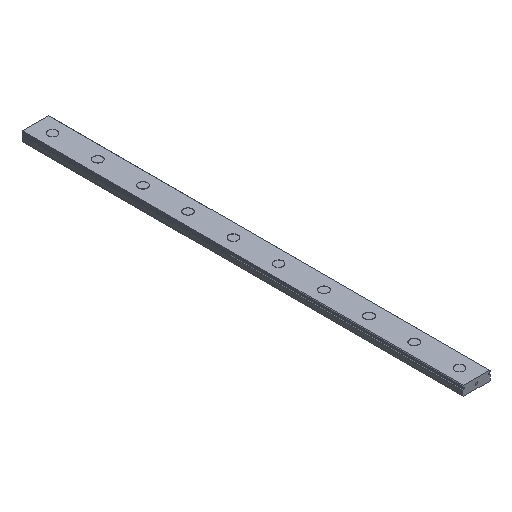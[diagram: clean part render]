
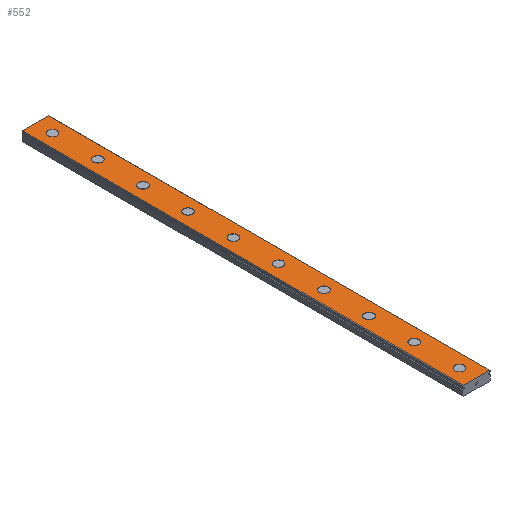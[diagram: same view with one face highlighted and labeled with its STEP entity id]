
A CAD part, isometric view. The second image highlights one B-rep face of the part: STEP entity #552.
In plain terms, the highlighted planar face has unit normal (0, 0, 1).
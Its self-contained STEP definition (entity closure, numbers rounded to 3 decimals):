
#552=ADVANCED_FACE('',(#1135,#1136,#1137,#1138,#1139,#1140,#1141,#1142,#1143,#1144,#1145),#1146,.T.);
#1135=FACE_BOUND('',#1732,.T.);
#1136=FACE_BOUND('',#1733,.T.);
#1137=FACE_BOUND('',#1734,.T.);
#1138=FACE_BOUND('',#1735,.T.);
#1139=FACE_BOUND('',#1736,.T.);
#1140=FACE_BOUND('',#1737,.T.);
#1141=FACE_BOUND('',#1738,.T.);
#1142=FACE_BOUND('',#1739,.T.);
#1143=FACE_BOUND('',#1740,.T.);
#1144=FACE_BOUND('',#1741,.T.);
#1145=FACE_OUTER_BOUND('',#1742,.T.);
#1146=PLANE('',#1743);
#1732=EDGE_LOOP('',(#3288,#3289));
#1733=EDGE_LOOP('',(#3290,#3291));
#1734=EDGE_LOOP('',(#3292,#3293));
#1735=EDGE_LOOP('',(#3294,#3295));
#1736=EDGE_LOOP('',(#3296,#3297));
#1737=EDGE_LOOP('',(#3298,#3299));
#1738=EDGE_LOOP('',(#3300,#3301));
#1739=EDGE_LOOP('',(#3302,#3303));
#1740=EDGE_LOOP('',(#3304,#3305));
#1741=EDGE_LOOP('',(#3306,#3307));
#1742=EDGE_LOOP('',(#3308,#3309,#3310,#3311));
#1743=AXIS2_PLACEMENT_3D('',#3312,#3313,#3314);
#3288=ORIENTED_EDGE('',*,*,#3527,.T.);
#3289=ORIENTED_EDGE('',*,*,#3939,.T.);
#3290=ORIENTED_EDGE('',*,*,#3517,.T.);
#3291=ORIENTED_EDGE('',*,*,#3945,.T.);
#3292=ORIENTED_EDGE('',*,*,#3507,.T.);
#3293=ORIENTED_EDGE('',*,*,#3951,.T.);
#3294=ORIENTED_EDGE('',*,*,#3497,.T.);
#3295=ORIENTED_EDGE('',*,*,#3957,.T.);
#3296=ORIENTED_EDGE('',*,*,#3487,.T.);
#3297=ORIENTED_EDGE('',*,*,#3963,.T.);
#3298=ORIENTED_EDGE('',*,*,#3477,.T.);
#3299=ORIENTED_EDGE('',*,*,#3969,.T.);
#3300=ORIENTED_EDGE('',*,*,#3467,.T.);
#3301=ORIENTED_EDGE('',*,*,#3975,.T.);
#3302=ORIENTED_EDGE('',*,*,#3457,.T.);
#3303=ORIENTED_EDGE('',*,*,#3981,.T.);
#3304=ORIENTED_EDGE('',*,*,#3447,.T.);
#3305=ORIENTED_EDGE('',*,*,#3987,.T.);
#3306=ORIENTED_EDGE('',*,*,#3437,.T.);
#3307=ORIENTED_EDGE('',*,*,#3993,.T.);
#3308=ORIENTED_EDGE('',*,*,#3924,.T.);
#3309=ORIENTED_EDGE('',*,*,#4027,.F.);
#3310=ORIENTED_EDGE('',*,*,#3810,.T.);
#3311=ORIENTED_EDGE('',*,*,#4025,.T.);
#3312=CARTESIAN_POINT('',(0.0,390.0,8.5));
#3313=DIRECTION('',(0.0,0.0,1.0));
#3314=DIRECTION('',(-1.0,0.0,0.0));
#3437=EDGE_CURVE('',#4084,#4081,#4085,.T.);
#3447=EDGE_CURVE('',#4102,#4099,#4103,.T.);
#3457=EDGE_CURVE('',#4120,#4117,#4121,.T.);
#3467=EDGE_CURVE('',#4138,#4135,#4139,.T.);
#3477=EDGE_CURVE('',#4156,#4153,#4157,.T.);
#3487=EDGE_CURVE('',#4174,#4171,#4175,.T.);
#3497=EDGE_CURVE('',#4192,#4189,#4193,.T.);
#3507=EDGE_CURVE('',#4210,#4207,#4211,.T.);
#3517=EDGE_CURVE('',#4228,#4225,#4229,.T.);
#3527=EDGE_CURVE('',#4246,#4243,#4247,.T.);
#3810=EDGE_CURVE('',#4662,#4660,#4663,.T.);
#3924=EDGE_CURVE('',#4843,#4841,#4844,.T.);
#3939=EDGE_CURVE('',#4243,#4246,#4870,.T.);
#3945=EDGE_CURVE('',#4225,#4228,#4876,.T.);
#3951=EDGE_CURVE('',#4207,#4210,#4882,.T.);
#3957=EDGE_CURVE('',#4189,#4192,#4888,.T.);
#3963=EDGE_CURVE('',#4171,#4174,#4894,.T.);
#3969=EDGE_CURVE('',#4153,#4156,#4900,.T.);
#3975=EDGE_CURVE('',#4135,#4138,#4906,.T.);
#3981=EDGE_CURVE('',#4117,#4120,#4912,.T.);
#3987=EDGE_CURVE('',#4099,#4102,#4918,.T.);
#3993=EDGE_CURVE('',#4081,#4084,#4924,.T.);
#4025=EDGE_CURVE('',#4660,#4843,#4956,.T.);
#4027=EDGE_CURVE('',#4662,#4841,#4958,.T.);
#4081=VERTEX_POINT('',#5018);
#4084=VERTEX_POINT('',#5022);
#4085=CIRCLE('',#5023,4.0);
#4099=VERTEX_POINT('',#5040);
#4102=VERTEX_POINT('',#5044);
#4103=CIRCLE('',#5045,4.0);
#4117=VERTEX_POINT('',#5062);
#4120=VERTEX_POINT('',#5066);
#4121=CIRCLE('',#5067,4.0);
#4135=VERTEX_POINT('',#5084);
#4138=VERTEX_POINT('',#5088);
#4139=CIRCLE('',#5089,4.0);
#4153=VERTEX_POINT('',#5106);
#4156=VERTEX_POINT('',#5110);
#4157=CIRCLE('',#5111,4.0);
#4171=VERTEX_POINT('',#5128);
#4174=VERTEX_POINT('',#5132);
#4175=CIRCLE('',#5133,4.0);
#4189=VERTEX_POINT('',#5150);
#4192=VERTEX_POINT('',#5154);
#4193=CIRCLE('',#5155,4.0);
#4207=VERTEX_POINT('',#5172);
#4210=VERTEX_POINT('',#5176);
#4211=CIRCLE('',#5177,4.0);
#4225=VERTEX_POINT('',#5194);
#4228=VERTEX_POINT('',#5198);
#4229=CIRCLE('',#5199,4.0);
#4243=VERTEX_POINT('',#5216);
#4246=VERTEX_POINT('',#5220);
#4247=CIRCLE('',#5221,4.0);
#4660=VERTEX_POINT('',#5776);
#4662=VERTEX_POINT('',#5779);
#4663=LINE('',#5780,#5781);
#4841=VERTEX_POINT('',#6033);
#4843=VERTEX_POINT('',#6036);
#4844=LINE('',#6037,#6038);
#4870=CIRCLE('',#6070,4.0);
#4876=CIRCLE('',#6076,4.0);
#4882=CIRCLE('',#6082,4.0);
#4888=CIRCLE('',#6088,4.0);
#4894=CIRCLE('',#6094,4.0);
#4900=CIRCLE('',#6100,4.0);
#4906=CIRCLE('',#6106,4.0);
#4912=CIRCLE('',#6112,4.0);
#4918=CIRCLE('',#6118,4.0);
#4924=CIRCLE('',#6124,4.0);
#4956=LINE('',#6169,#6170);
#4958=LINE('',#6172,#6173);
#5018=CARTESIAN_POINT('',(4.0,15.0,8.5));
#5022=CARTESIAN_POINT('',(-4.0,15.0,8.5));
#5023=AXIS2_PLACEMENT_3D('',#6235,#6236,#6237);
#5040=CARTESIAN_POINT('',(4.0,55.0,8.5));
#5044=CARTESIAN_POINT('',(-4.0,55.0,8.5));
#5045=AXIS2_PLACEMENT_3D('',#6251,#6252,#6253);
#5062=CARTESIAN_POINT('',(4.0,95.0,8.5));
#5066=CARTESIAN_POINT('',(-4.0,95.0,8.5));
#5067=AXIS2_PLACEMENT_3D('',#6267,#6268,#6269);
#5084=CARTESIAN_POINT('',(4.0,135.0,8.5));
#5088=CARTESIAN_POINT('',(-4.0,135.0,8.5));
#5089=AXIS2_PLACEMENT_3D('',#6283,#6284,#6285);
#5106=CARTESIAN_POINT('',(4.0,175.0,8.5));
#5110=CARTESIAN_POINT('',(-4.0,175.0,8.5));
#5111=AXIS2_PLACEMENT_3D('',#6299,#6300,#6301);
#5128=CARTESIAN_POINT('',(4.0,215.0,8.5));
#5132=CARTESIAN_POINT('',(-4.0,215.0,8.5));
#5133=AXIS2_PLACEMENT_3D('',#6315,#6316,#6317);
#5150=CARTESIAN_POINT('',(4.0,255.0,8.5));
#5154=CARTESIAN_POINT('',(-4.0,255.0,8.5));
#5155=AXIS2_PLACEMENT_3D('',#6331,#6332,#6333);
#5172=CARTESIAN_POINT('',(4.0,295.0,8.5));
#5176=CARTESIAN_POINT('',(-4.0,295.0,8.5));
#5177=AXIS2_PLACEMENT_3D('',#6347,#6348,#6349);
#5194=CARTESIAN_POINT('',(4.0,335.0,8.5));
#5198=CARTESIAN_POINT('',(-4.0,335.0,8.5));
#5199=AXIS2_PLACEMENT_3D('',#6363,#6364,#6365);
#5216=CARTESIAN_POINT('',(4.0,375.0,8.5));
#5220=CARTESIAN_POINT('',(-4.0,375.0,8.5));
#5221=AXIS2_PLACEMENT_3D('',#6379,#6380,#6381);
#5776=CARTESIAN_POINT('',(-11.6,390.0,8.5));
#5779=CARTESIAN_POINT('',(11.6,390.0,8.5));
#5780=CARTESIAN_POINT('',(11.6,390.0,8.5));
#5781=VECTOR('',#6699,1.0);
#6033=CARTESIAN_POINT('',(11.6,0.0,8.5));
#6036=CARTESIAN_POINT('',(-11.6,0.0,8.5));
#6037=CARTESIAN_POINT('',(11.6,0.0,8.5));
#6038=VECTOR('',#6817,1.0);
#6070=AXIS2_PLACEMENT_3D('',#6845,#6846,#6847);
#6076=AXIS2_PLACEMENT_3D('',#6854,#6855,#6856);
#6082=AXIS2_PLACEMENT_3D('',#6863,#6864,#6865);
#6088=AXIS2_PLACEMENT_3D('',#6872,#6873,#6874);
#6094=AXIS2_PLACEMENT_3D('',#6881,#6882,#6883);
#6100=AXIS2_PLACEMENT_3D('',#6890,#6891,#6892);
#6106=AXIS2_PLACEMENT_3D('',#6899,#6900,#6901);
#6112=AXIS2_PLACEMENT_3D('',#6908,#6909,#6910);
#6118=AXIS2_PLACEMENT_3D('',#6917,#6918,#6919);
#6124=AXIS2_PLACEMENT_3D('',#6926,#6927,#6928);
#6169=CARTESIAN_POINT('',(-11.6,390.0,8.5));
#6170=VECTOR('',#6948,1.0);
#6172=CARTESIAN_POINT('',(11.6,390.0,8.5));
#6173=VECTOR('',#6949,1.0);
#6235=CARTESIAN_POINT('',(0.0,15.0,8.5));
#6236=DIRECTION('',(0.0,0.0,-1.0));
#6237=DIRECTION('',(1.0,0.0,0.0));
#6251=CARTESIAN_POINT('',(0.0,55.0,8.5));
#6252=DIRECTION('',(0.0,0.0,-1.0));
#6253=DIRECTION('',(1.0,0.0,0.0));
#6267=CARTESIAN_POINT('',(0.0,95.0,8.5));
#6268=DIRECTION('',(0.0,0.0,-1.0));
#6269=DIRECTION('',(1.0,0.0,0.0));
#6283=CARTESIAN_POINT('',(0.0,135.0,8.5));
#6284=DIRECTION('',(0.0,0.0,-1.0));
#6285=DIRECTION('',(1.0,0.0,0.0));
#6299=CARTESIAN_POINT('',(0.0,175.0,8.5));
#6300=DIRECTION('',(0.0,0.0,-1.0));
#6301=DIRECTION('',(1.0,0.0,0.0));
#6315=CARTESIAN_POINT('',(0.0,215.0,8.5));
#6316=DIRECTION('',(0.0,0.0,-1.0));
#6317=DIRECTION('',(1.0,0.0,0.0));
#6331=CARTESIAN_POINT('',(0.0,255.0,8.5));
#6332=DIRECTION('',(0.0,0.0,-1.0));
#6333=DIRECTION('',(1.0,0.0,0.0));
#6347=CARTESIAN_POINT('',(0.0,295.0,8.5));
#6348=DIRECTION('',(0.0,0.0,-1.0));
#6349=DIRECTION('',(1.0,0.0,0.0));
#6363=CARTESIAN_POINT('',(0.0,335.0,8.5));
#6364=DIRECTION('',(0.0,0.0,-1.0));
#6365=DIRECTION('',(1.0,0.0,0.0));
#6379=CARTESIAN_POINT('',(0.0,375.0,8.5));
#6380=DIRECTION('',(0.0,0.0,-1.0));
#6381=DIRECTION('',(1.0,0.0,0.0));
#6699=DIRECTION('',(-1.0,0.0,0.0));
#6817=DIRECTION('',(1.0,0.0,0.0));
#6845=CARTESIAN_POINT('',(0.0,375.0,8.5));
#6846=DIRECTION('',(0.0,0.0,-1.0));
#6847=DIRECTION('',(1.0,0.0,0.0));
#6854=CARTESIAN_POINT('',(0.0,335.0,8.5));
#6855=DIRECTION('',(0.0,0.0,-1.0));
#6856=DIRECTION('',(1.0,0.0,0.0));
#6863=CARTESIAN_POINT('',(0.0,295.0,8.5));
#6864=DIRECTION('',(0.0,0.0,-1.0));
#6865=DIRECTION('',(1.0,0.0,0.0));
#6872=CARTESIAN_POINT('',(0.0,255.0,8.5));
#6873=DIRECTION('',(0.0,0.0,-1.0));
#6874=DIRECTION('',(1.0,0.0,0.0));
#6881=CARTESIAN_POINT('',(0.0,215.0,8.5));
#6882=DIRECTION('',(0.0,0.0,-1.0));
#6883=DIRECTION('',(1.0,0.0,0.0));
#6890=CARTESIAN_POINT('',(0.0,175.0,8.5));
#6891=DIRECTION('',(0.0,0.0,-1.0));
#6892=DIRECTION('',(1.0,0.0,0.0));
#6899=CARTESIAN_POINT('',(0.0,135.0,8.5));
#6900=DIRECTION('',(0.0,0.0,-1.0));
#6901=DIRECTION('',(1.0,0.0,0.0));
#6908=CARTESIAN_POINT('',(0.0,95.0,8.5));
#6909=DIRECTION('',(0.0,0.0,-1.0));
#6910=DIRECTION('',(1.0,0.0,0.0));
#6917=CARTESIAN_POINT('',(0.0,55.0,8.5));
#6918=DIRECTION('',(0.0,0.0,-1.0));
#6919=DIRECTION('',(1.0,0.0,0.0));
#6926=CARTESIAN_POINT('',(0.0,15.0,8.5));
#6927=DIRECTION('',(0.0,0.0,-1.0));
#6928=DIRECTION('',(1.0,0.0,0.0));
#6948=DIRECTION('',(0.0,-1.0,0.0));
#6949=DIRECTION('',(0.0,-1.0,0.0));
